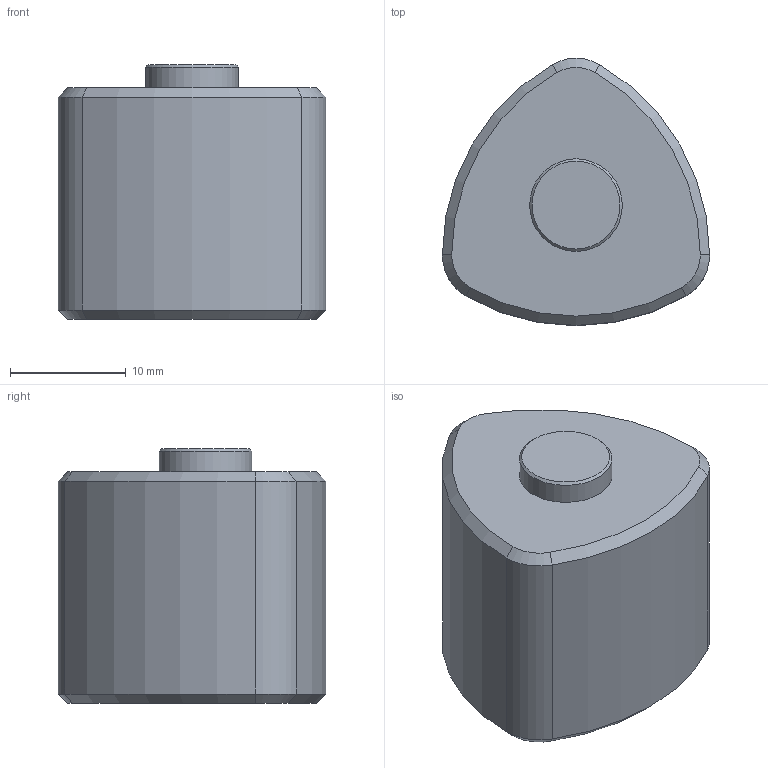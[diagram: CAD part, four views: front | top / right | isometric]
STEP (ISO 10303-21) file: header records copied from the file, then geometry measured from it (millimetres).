
FILE_DESCRIPTION(('FreeCAD Model'),'2;1');
FILE_NAME('ReelCentrBody.step','2020-09-26T11:28:59',('Author'),(''), 'Open CASCADE STEP processor 7.3','FreeCAD','Unknown');
FILE_SCHEMA(('AUTOMOTIVE_DESIGN { 1 0 10303 214 1 1 1 1 }'));
Length unit declared in the file: millimetre
Products named in the file (1): ReelCentrBody
Bounding box: 23.09 x 23.09 x 22 mm (x, y, z)
Volume: 7882.6 mm3; surface area: 2326.6 mm2
Topology: 1 solids, 1 shells, 25 faces, 52 edges, 30 vertices
Faces by surface type: cone 14, cylinder 8, plane 3
Full cylindrical faces by diameter (mm): 7.2 x1, 8 x1
Entity records: 679 total; most frequent: DIRECTION 132, CARTESIAN_POINT 107, ORIENTED_EDGE 102, AXIS2_PLACEMENT_3D 55, EDGE_CURVE 51, VERTEX_POINT 30, CIRCLE 29, FACE_BOUND 27
